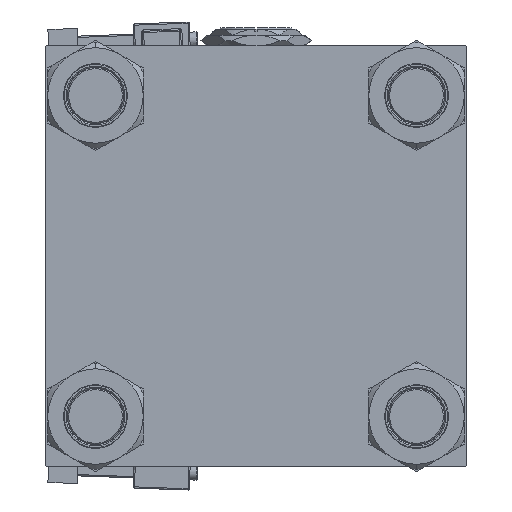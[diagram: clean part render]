
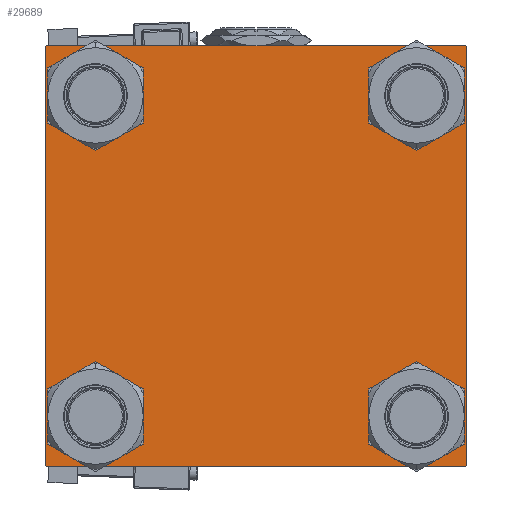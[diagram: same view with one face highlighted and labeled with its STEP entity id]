
A CAD part, left-side view. The second image highlights one B-rep face of the part: STEP entity #29689.
In plain terms, the highlighted planar face has unit normal (-1, 0, 0).
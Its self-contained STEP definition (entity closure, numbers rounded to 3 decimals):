
#74 = CIRCLE ( 'NONE', #47841, 11.5 ) ;
#648 = CARTESIAN_POINT ( 'NONE',  ( 0., -82.5, -82. ) ) ;
#995 = DIRECTION ( 'NONE',  ( 1., 0., 0. ) ) ;
#1834 = EDGE_CURVE ( 'NONE', #2523, #9011, #54649, .T. ) ;
#1852 = DIRECTION ( 'NONE',  ( 1., 0., 0. ) ) ;
#2523 = VERTEX_POINT ( 'NONE', #10866 ) ;
#2811 = CARTESIAN_POINT ( 'NONE',  ( 0., 82.5, 82. ) ) ;
#2924 = CARTESIAN_POINT ( 'NONE',  ( 0., -82., 82.5 ) ) ;
#3091 = VERTEX_POINT ( 'NONE', #648 ) ;
#3357 = ORIENTED_EDGE ( 'NONE', *, *, #21722, .T. ) ;
#3584 = CIRCLE ( 'NONE', #47779, 11.5 ) ;
#3713 = DIRECTION ( 'NONE',  ( 1., 0., 0. ) ) ;
#3780 = LINE ( 'NONE', #50846, #54831 ) ;
#4145 = EDGE_CURVE ( 'NONE', #41896, #45970, #34944, .T. ) ;
#4270 = CARTESIAN_POINT ( 'NONE',  ( 0., -82.5, 82. ) ) ;
#4558 = EDGE_CURVE ( 'NONE', #21677, #46213, #11608, .T. ) ;
#4739 = CARTESIAN_POINT ( 'NONE',  ( 0., 62.95, -62.95 ) ) ;
#5064 = DIRECTION ( 'NONE',  ( 0., -0.707, -0.707 ) ) ;
#5385 = VECTOR ( 'NONE', #5064, 1000. ) ;
#5720 = AXIS2_PLACEMENT_3D ( 'NONE', #47130, #9193, #51563 ) ;
#6001 = ORIENTED_EDGE ( 'NONE', *, *, #39390, .T. ) ;
#6234 = FACE_BOUND ( 'NONE', #30632, .T. ) ;
#6397 = DIRECTION ( 'NONE',  ( 1., 0., 0. ) ) ;
#6920 = VERTEX_POINT ( 'NONE', #39444 ) ;
#7427 = ORIENTED_EDGE ( 'NONE', *, *, #50102, .T. ) ;
#7781 = EDGE_CURVE ( 'NONE', #6920, #39011, #74, .T. ) ;
#8026 = DIRECTION ( 'NONE',  ( 0., 0., 1. ) ) ;
#8720 = VERTEX_POINT ( 'NONE', #16056 ) ;
#9011 = VERTEX_POINT ( 'NONE', #48145 ) ;
#9193 = DIRECTION ( 'NONE',  ( 1., 0., 0. ) ) ;
#9807 = LINE ( 'NONE', #26691, #52691 ) ;
#10076 = DIRECTION ( 'NONE',  ( 0., -1., 0. ) ) ;
#10117 = CIRCLE ( 'NONE', #11895, 11.5 ) ;
#10473 = VERTEX_POINT ( 'NONE', #2811 ) ;
#10823 = DIRECTION ( 'NONE',  ( 0., 0., 1. ) ) ;
#10866 = CARTESIAN_POINT ( 'NONE',  ( 0., -62.95, -51.45 ) ) ;
#10884 = CARTESIAN_POINT ( 'NONE',  ( 0., -82.5, 82.5 ) ) ;
#11608 = LINE ( 'NONE', #53701, #34536 ) ;
#11895 = AXIS2_PLACEMENT_3D ( 'NONE', #30610, #995, #48055 ) ;
#12370 = DIRECTION ( 'NONE',  ( 0., 0.707, -0.707 ) ) ;
#13643 = AXIS2_PLACEMENT_3D ( 'NONE', #31582, #6397, #23280 ) ;
#14660 = EDGE_LOOP ( 'NONE', ( #15148, #23475 ) ) ;
#14765 = LINE ( 'NONE', #10884, #28654 ) ;
#14802 = FACE_OUTER_BOUND ( 'NONE', #38609, .T. ) ;
#14837 = VECTOR ( 'NONE', #22809, 1000. ) ;
#15148 = ORIENTED_EDGE ( 'NONE', *, *, #39326, .T. ) ;
#15386 = CARTESIAN_POINT ( 'NONE',  ( 0., 82.5, 82.5 ) ) ;
#16000 = ORIENTED_EDGE ( 'NONE', *, *, #27151, .T. ) ;
#16056 = CARTESIAN_POINT ( 'NONE',  ( 0., 62.95, -74.45 ) ) ;
#16636 = VECTOR ( 'NONE', #44195, 1000. ) ;
#16686 = EDGE_CURVE ( 'NONE', #9011, #2523, #10117, .T. ) ;
#17917 = ORIENTED_EDGE ( 'NONE', *, *, #19663, .T. ) ;
#18810 = CARTESIAN_POINT ( 'NONE',  ( 0., -82., -82.5 ) ) ;
#18953 = CARTESIAN_POINT ( 'NONE',  ( 0., 62.95, -51.45 ) ) ;
#19567 = LINE ( 'NONE', #15386, #16636 ) ;
#19663 = EDGE_CURVE ( 'NONE', #39011, #6920, #31360, .T. ) ;
#19937 = VERTEX_POINT ( 'NONE', #18810 ) ;
#20981 = LINE ( 'NONE', #43567, #14837 ) ;
#21102 = EDGE_LOOP ( 'NONE', ( #36695, #44056 ) ) ;
#21403 = CARTESIAN_POINT ( 'NONE',  ( 0., 82.5, -82. ) ) ;
#21677 = VERTEX_POINT ( 'NONE', #4270 ) ;
#21722 = EDGE_CURVE ( 'NONE', #45970, #19937, #9807, .T. ) ;
#21955 = EDGE_LOOP ( 'NONE', ( #34724, #17917 ) ) ;
#22014 = AXIS2_PLACEMENT_3D ( 'NONE', #39774, #1852, #51721 ) ;
#22575 = CARTESIAN_POINT ( 'NONE',  ( 0., 0., 0. ) ) ;
#22809 = DIRECTION ( 'NONE',  ( 0., 0., -1. ) ) ;
#23280 = DIRECTION ( 'NONE',  ( 0., 0., 1. ) ) ;
#23475 = ORIENTED_EDGE ( 'NONE', *, *, #50344, .T. ) ;
#24715 = CARTESIAN_POINT ( 'NONE',  ( 0., -62.95, 51.45 ) ) ;
#24910 = DIRECTION ( 'NONE',  ( 1., 0., 0. ) ) ;
#25325 = AXIS2_PLACEMENT_3D ( 'NONE', #45144, #32671, #10823 ) ;
#25728 = ORIENTED_EDGE ( 'NONE', *, *, #4558, .T. ) ;
#26691 = CARTESIAN_POINT ( 'NONE',  ( 0., 82.5, -82.5 ) ) ;
#27151 = EDGE_CURVE ( 'NONE', #10473, #41896, #20981, .T. ) ;
#28187 = CARTESIAN_POINT ( 'NONE',  ( 0., 62.95, 74.45 ) ) ;
#28487 = DIRECTION ( 'NONE',  ( 0., 0.707, 0.707 ) ) ;
#28654 = VECTOR ( 'NONE', #32177, 1000. ) ;
#29618 = DIRECTION ( 'NONE',  ( 0., -0.707, 0.707 ) ) ;
#29689 = ADVANCED_FACE ( 'NONE', ( #31414, #6234, #35830, #36103, #14802 ), #48588, .T. ) ;
#30610 = CARTESIAN_POINT ( 'NONE',  ( 0., -62.95, -62.95 ) ) ;
#30632 = EDGE_LOOP ( 'NONE', ( #33014, #44194 ) ) ;
#30753 = AXIS2_PLACEMENT_3D ( 'NONE', #44218, #39785, #36171 ) ;
#31360 = CIRCLE ( 'NONE', #5720, 11.5 ) ;
#31414 = FACE_BOUND ( 'NONE', #21955, .T. ) ;
#31582 = CARTESIAN_POINT ( 'NONE',  ( 0., 62.95, 62.95 ) ) ;
#31628 = VERTEX_POINT ( 'NONE', #38105 ) ;
#31685 = DIRECTION ( 'NONE',  ( -1., 0., 0. ) ) ;
#32177 = DIRECTION ( 'NONE',  ( 0., 0., -1. ) ) ;
#32439 = VERTEX_POINT ( 'NONE', #40904 ) ;
#32671 = DIRECTION ( 'NONE',  ( 1., 0., 0. ) ) ;
#33014 = ORIENTED_EDGE ( 'NONE', *, *, #1834, .T. ) ;
#33104 = ORIENTED_EDGE ( 'NONE', *, *, #46082, .F. ) ;
#33480 = CARTESIAN_POINT ( 'NONE',  ( 0., -62.95, 62.95 ) ) ;
#33493 = LINE ( 'NONE', #38458, #41255 ) ;
#33558 = EDGE_CURVE ( 'NONE', #21677, #3091, #14765, .T. ) ;
#33858 = EDGE_CURVE ( 'NONE', #31628, #45165, #47234, .T. ) ;
#34366 = CIRCLE ( 'NONE', #22014, 11.5 ) ;
#34536 = VECTOR ( 'NONE', #28487, 1000. ) ;
#34724 = ORIENTED_EDGE ( 'NONE', *, *, #7781, .T. ) ;
#34787 = CARTESIAN_POINT ( 'NONE',  ( 0., 82., -82.5 ) ) ;
#34944 = LINE ( 'NONE', #35487, #5385 ) ;
#35487 = CARTESIAN_POINT ( 'NONE',  ( 0., 82.25, -82.25 ) ) ;
#35830 = FACE_BOUND ( 'NONE', #14660, .T. ) ;
#36103 = FACE_BOUND ( 'NONE', #21102, .T. ) ;
#36171 = DIRECTION ( 'NONE',  ( 0., 0., 1. ) ) ;
#36695 = ORIENTED_EDGE ( 'NONE', *, *, #47726, .T. ) ;
#38105 = CARTESIAN_POINT ( 'NONE',  ( 0., 62.95, 51.45 ) ) ;
#38458 = CARTESIAN_POINT ( 'NONE',  ( 0., -82.25, -82.25 ) ) ;
#38609 = EDGE_LOOP ( 'NONE', ( #16000, #45781, #3357, #6001, #47474, #25728, #33104, #7427 ) ) ;
#39011 = VERTEX_POINT ( 'NONE', #24715 ) ;
#39326 = EDGE_CURVE ( 'NONE', #45571, #8720, #40338, .T. ) ;
#39390 = EDGE_CURVE ( 'NONE', #19937, #3091, #33493, .T. ) ;
#39444 = CARTESIAN_POINT ( 'NONE',  ( 0., -62.95, 74.45 ) ) ;
#39774 = CARTESIAN_POINT ( 'NONE',  ( 0., 62.95, 62.95 ) ) ;
#39785 = DIRECTION ( 'NONE',  ( 1., 0., 0. ) ) ;
#40338 = CIRCLE ( 'NONE', #25325, 11.5 ) ;
#40904 = CARTESIAN_POINT ( 'NONE',  ( 0., 82., 82.5 ) ) ;
#41255 = VECTOR ( 'NONE', #29618, 1000. ) ;
#41896 = VERTEX_POINT ( 'NONE', #21403 ) ;
#43567 = CARTESIAN_POINT ( 'NONE',  ( 0., 82.5, 82.5 ) ) ;
#44056 = ORIENTED_EDGE ( 'NONE', *, *, #33858, .T. ) ;
#44194 = ORIENTED_EDGE ( 'NONE', *, *, #16686, .T. ) ;
#44195 = DIRECTION ( 'NONE',  ( 0., -1., 0. ) ) ;
#44218 = CARTESIAN_POINT ( 'NONE',  ( 0., -62.95, -62.95 ) ) ;
#44417 = DIRECTION ( 'NONE',  ( 0., 0., 1. ) ) ;
#45144 = CARTESIAN_POINT ( 'NONE',  ( 0., 62.95, -62.95 ) ) ;
#45165 = VERTEX_POINT ( 'NONE', #28187 ) ;
#45571 = VERTEX_POINT ( 'NONE', #18953 ) ;
#45781 = ORIENTED_EDGE ( 'NONE', *, *, #4145, .T. ) ;
#45970 = VERTEX_POINT ( 'NONE', #34787 ) ;
#46082 = EDGE_CURVE ( 'NONE', #32439, #46213, #19567, .T. ) ;
#46213 = VERTEX_POINT ( 'NONE', #2924 ) ;
#46835 = DIRECTION ( 'NONE',  ( 0., 0., 1. ) ) ;
#47130 = CARTESIAN_POINT ( 'NONE',  ( 0., -62.95, 62.95 ) ) ;
#47234 = CIRCLE ( 'NONE', #13643, 11.5 ) ;
#47474 = ORIENTED_EDGE ( 'NONE', *, *, #33558, .F. ) ;
#47726 = EDGE_CURVE ( 'NONE', #45165, #31628, #34366, .T. ) ;
#47779 = AXIS2_PLACEMENT_3D ( 'NONE', #4739, #3713, #46835 ) ;
#47841 = AXIS2_PLACEMENT_3D ( 'NONE', #33480, #24910, #8026 ) ;
#48055 = DIRECTION ( 'NONE',  ( 0., 0., 1. ) ) ;
#48145 = CARTESIAN_POINT ( 'NONE',  ( 0., -62.95, -74.45 ) ) ;
#48588 = PLANE ( 'NONE',  #50762 ) ;
#50102 = EDGE_CURVE ( 'NONE', #32439, #10473, #3780, .T. ) ;
#50344 = EDGE_CURVE ( 'NONE', #8720, #45571, #3584, .T. ) ;
#50762 = AXIS2_PLACEMENT_3D ( 'NONE', #22575, #31685, #44417 ) ;
#50846 = CARTESIAN_POINT ( 'NONE',  ( 0., 82.25, 82.25 ) ) ;
#51563 = DIRECTION ( 'NONE',  ( 0., 0., 1. ) ) ;
#51721 = DIRECTION ( 'NONE',  ( 0., 0., 1. ) ) ;
#52691 = VECTOR ( 'NONE', #10076, 1000. ) ;
#53701 = CARTESIAN_POINT ( 'NONE',  ( 0., -82.25, 82.25 ) ) ;
#54649 = CIRCLE ( 'NONE', #30753, 11.5 ) ;
#54831 = VECTOR ( 'NONE', #12370, 1000. ) ;
